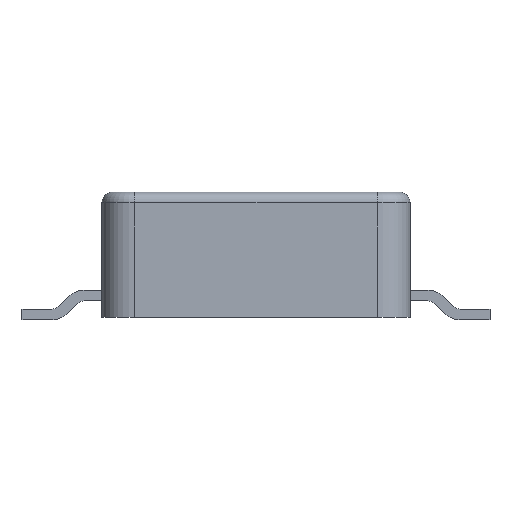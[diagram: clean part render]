
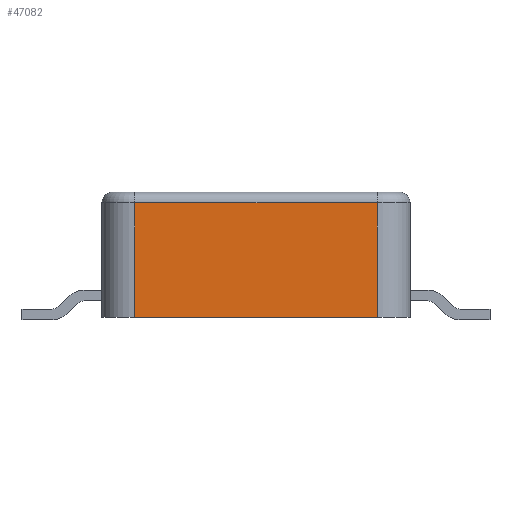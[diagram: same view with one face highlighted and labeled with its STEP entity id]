
A CAD part, left-side view. The second image highlights one B-rep face of the part: STEP entity #47082.
In plain terms, the highlighted planar face has unit normal (-1, 0, 0).
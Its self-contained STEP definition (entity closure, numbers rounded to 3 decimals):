
#988 = EDGE_CURVE ( 'NONE', #39944, #46161, #27822, .T. ) ;
#1959 = PLANE ( 'NONE',  #24586 ) ;
#7364 = EDGE_CURVE ( 'NONE', #40527, #39944, #27264, .T. ) ;
#7946 = DIRECTION ( 'NONE',  ( 0., 1., 0. ) ) ;
#9743 = LINE ( 'NONE', #41928, #36937 ) ;
#11600 = CARTESIAN_POINT ( 'NONE',  ( -0.975, 1.115, 1.1 ) ) ;
#11813 = CARTESIAN_POINT ( 'NONE',  ( -0.975, 1.115, 1.1 ) ) ;
#11894 = ORIENTED_EDGE ( 'NONE', *, *, #51923, .T. ) ;
#13075 = CARTESIAN_POINT ( 'NONE',  ( -0.975, 1.115, 0.05 ) ) ;
#19501 = DIRECTION ( 'NONE',  ( 0., 0., 1. ) ) ;
#21278 = CARTESIAN_POINT ( 'NONE',  ( -0.975, -1.115, 1.1 ) ) ;
#21717 = CARTESIAN_POINT ( 'NONE',  ( -0.975, -1.415, 0.05 ) ) ;
#24567 = FACE_OUTER_BOUND ( 'NONE', #51715, .T. ) ;
#24586 = AXIS2_PLACEMENT_3D ( 'NONE', #34991, #31386, #39779 ) ;
#25746 = ORIENTED_EDGE ( 'NONE', *, *, #988, .T. ) ;
#27264 = LINE ( 'NONE', #21717, #39826 ) ;
#27822 = LINE ( 'NONE', #41590, #51608 ) ;
#31386 = DIRECTION ( 'NONE',  ( 1., 0., 0. ) ) ;
#34991 = CARTESIAN_POINT ( 'NONE',  ( -0.975, -1.415, 1.2 ) ) ;
#36937 = VECTOR ( 'NONE', #49148, 1000. ) ;
#39779 = DIRECTION ( 'NONE',  ( 0., 0., -1. ) ) ;
#39826 = VECTOR ( 'NONE', #54968, 1000. ) ;
#39944 = VERTEX_POINT ( 'NONE', #58729 ) ;
#40527 = VERTEX_POINT ( 'NONE', #13075 ) ;
#41590 = CARTESIAN_POINT ( 'NONE',  ( -0.975, -1.115, 1.2 ) ) ;
#41606 = EDGE_CURVE ( 'NONE', #57508, #40527, #9743, .T. ) ;
#41928 = CARTESIAN_POINT ( 'NONE',  ( -0.975, 1.115, 1.2 ) ) ;
#46161 = VERTEX_POINT ( 'NONE', #21278 ) ;
#47082 = ADVANCED_FACE ( 'NONE', ( #24567 ), #1959, .F. ) ;
#47867 = LINE ( 'NONE', #11813, #57400 ) ;
#49148 = DIRECTION ( 'NONE',  ( 0., 0., -1. ) ) ;
#49291 = ORIENTED_EDGE ( 'NONE', *, *, #7364, .T. ) ;
#51608 = VECTOR ( 'NONE', #19501, 1000. ) ;
#51715 = EDGE_LOOP ( 'NONE', ( #25746, #11894, #56918, #49291 ) ) ;
#51923 = EDGE_CURVE ( 'NONE', #46161, #57508, #47867, .T. ) ;
#54968 = DIRECTION ( 'NONE',  ( 0., -1., 0. ) ) ;
#56918 = ORIENTED_EDGE ( 'NONE', *, *, #41606, .T. ) ;
#57400 = VECTOR ( 'NONE', #7946, 1000. ) ;
#57508 = VERTEX_POINT ( 'NONE', #11600 ) ;
#58729 = CARTESIAN_POINT ( 'NONE',  ( -0.975, -1.115, 0.05 ) ) ;
